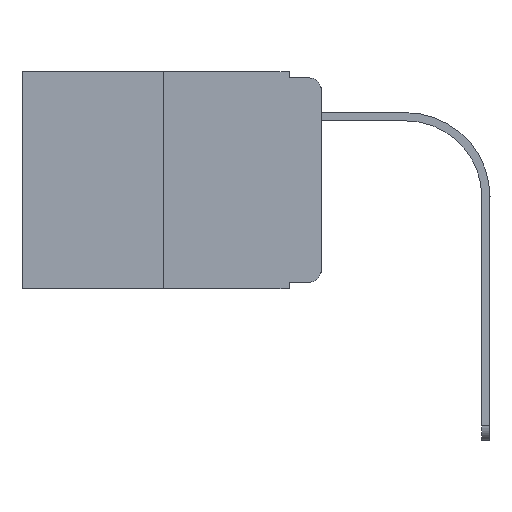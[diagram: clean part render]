
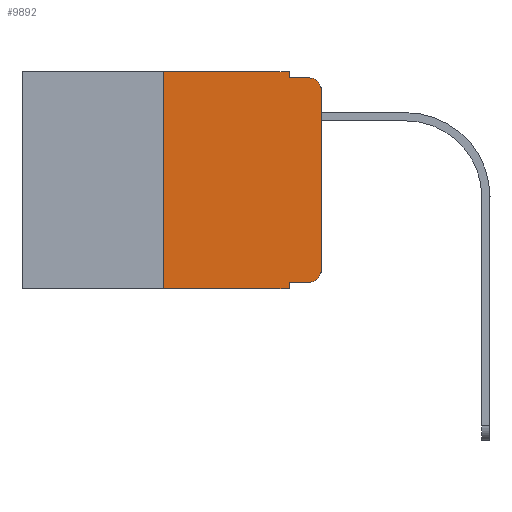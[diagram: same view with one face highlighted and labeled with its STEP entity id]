
A CAD part, left-side view. The second image highlights one B-rep face of the part: STEP entity #9892.
In plain terms, the highlighted planar face has unit normal (-1, 0, 0).
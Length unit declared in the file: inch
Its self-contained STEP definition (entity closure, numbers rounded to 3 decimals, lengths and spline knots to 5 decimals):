
#32 = AXIS2_PLACEMENT_3D ( 'NONE', #1780, #5256, #388 ) ;
#142 = CARTESIAN_POINT ( 'NONE',  ( 0., 0.051, 0. ) ) ;
#149 = CARTESIAN_POINT ( 'NONE',  ( 0., 0.25, -0.343 ) ) ;
#247 = VECTOR ( 'NONE', #6978, 39.37008 ) ;
#273 = LINE ( 'NONE', #13514, #7387 ) ;
#388 = DIRECTION ( 'NONE',  ( 0., 0., -1. ) ) ;
#597 = AXIS2_PLACEMENT_3D ( 'NONE', #7287, #9692, #2233 ) ;
#747 = DIRECTION ( 'NONE',  ( 0., 0., 1. ) ) ;
#842 = VECTOR ( 'NONE', #12122, 39.37008 ) ;
#968 = CARTESIAN_POINT ( 'NONE',  ( 0., 0.051, -0.343 ) ) ;
#1019 = ORIENTED_EDGE ( 'NONE', *, *, #6741, .T. ) ;
#1270 = CARTESIAN_POINT ( 'NONE',  ( 0., 0.02, -0.01 ) ) ;
#1370 = DIRECTION ( 'NONE',  ( -1., 0., 0. ) ) ;
#1581 = CIRCLE ( 'NONE', #4100, 0.02 ) ;
#1780 = CARTESIAN_POINT ( 'NONE',  ( 0., 0.02, -0.313 ) ) ;
#2047 = ORIENTED_EDGE ( 'NONE', *, *, #8891, .F. ) ;
#2228 = VECTOR ( 'NONE', #14984, 39.37008 ) ;
#2233 = DIRECTION ( 'NONE',  ( 0., 0., -1. ) ) ;
#3203 = CARTESIAN_POINT ( 'NONE',  ( 0., 0., -0.03 ) ) ;
#3420 = CARTESIAN_POINT ( 'NONE',  ( 0., 0.051, -0.333 ) ) ;
#3714 = EDGE_CURVE ( 'NONE', #8338, #10314, #12486, .T. ) ;
#3988 = CARTESIAN_POINT ( 'NONE',  ( 0., 0.473, -0.343 ) ) ;
#4100 = AXIS2_PLACEMENT_3D ( 'NONE', #12050, #1370, #10952 ) ;
#4189 = EDGE_LOOP ( 'NONE', ( #14336, #7514, #12589, #9368, #9195, #2047, #8730, #5107, #8612, #1019 ) ) ;
#4203 = CARTESIAN_POINT ( 'NONE',  ( 0., 0., 0. ) ) ;
#4767 = PLANE ( 'NONE',  #597 ) ;
#5107 = ORIENTED_EDGE ( 'NONE', *, *, #10845, .F. ) ;
#5256 = DIRECTION ( 'NONE',  ( -1., 0., 0. ) ) ;
#5491 = EDGE_CURVE ( 'NONE', #12455, #10602, #6726, .T. ) ;
#5846 = VECTOR ( 'NONE', #6225, 39.37008 ) ;
#5942 = CARTESIAN_POINT ( 'NONE',  ( 0., 0.473, 0. ) ) ;
#6110 = FACE_OUTER_BOUND ( 'NONE', #4189, .T. ) ;
#6200 = VERTEX_POINT ( 'NONE', #1270 ) ;
#6225 = DIRECTION ( 'NONE',  ( 0., -1., 0. ) ) ;
#6424 = CARTESIAN_POINT ( 'NONE',  ( 0., 0.02, -0.333 ) ) ;
#6521 = LINE ( 'NONE', #14910, #5846 ) ;
#6586 = LINE ( 'NONE', #11346, #14827 ) ;
#6726 = LINE ( 'NONE', #4203, #11403 ) ;
#6741 = EDGE_CURVE ( 'NONE', #11277, #12455, #14120, .T. ) ;
#6978 = DIRECTION ( 'NONE',  ( 0., -1., 0. ) ) ;
#7147 = CARTESIAN_POINT ( 'NONE',  ( 0., 0., -0.313 ) ) ;
#7287 = CARTESIAN_POINT ( 'NONE',  ( 0., 0.473, 0. ) ) ;
#7387 = VECTOR ( 'NONE', #14628, 39.37008 ) ;
#7514 = ORIENTED_EDGE ( 'NONE', *, *, #8771, .T. ) ;
#8253 = CARTESIAN_POINT ( 'NONE',  ( 0., 0.051, 0. ) ) ;
#8338 = VERTEX_POINT ( 'NONE', #149 ) ;
#8612 = ORIENTED_EDGE ( 'NONE', *, *, #10972, .T. ) ;
#8730 = ORIENTED_EDGE ( 'NONE', *, *, #3714, .T. ) ;
#8771 = EDGE_CURVE ( 'NONE', #10602, #6200, #1581, .T. ) ;
#8891 = EDGE_CURVE ( 'NONE', #8338, #10913, #273, .T. ) ;
#9195 = ORIENTED_EDGE ( 'NONE', *, *, #10331, .F. ) ;
#9368 = ORIENTED_EDGE ( 'NONE', *, *, #9856, .F. ) ;
#9580 = DIRECTION ( 'NONE',  ( 0., -1., 0. ) ) ;
#9588 = VECTOR ( 'NONE', #9580, 39.37008 ) ;
#9692 = DIRECTION ( 'NONE',  ( 1., 0., 0. ) ) ;
#9856 = EDGE_CURVE ( 'NONE', #12467, #14404, #11985, .T. ) ;
#9892 = ADVANCED_FACE ( 'NONE', ( #6110 ), #4767, .F. ) ;
#9934 = DIRECTION ( 'NONE',  ( 0., 0., -1. ) ) ;
#10009 = CARTESIAN_POINT ( 'NONE',  ( 0., 0.25, 0. ) ) ;
#10314 = VERTEX_POINT ( 'NONE', #968 ) ;
#10331 = EDGE_CURVE ( 'NONE', #10913, #12467, #11054, .T. ) ;
#10414 = CARTESIAN_POINT ( 'NONE',  ( 0., 0.051, -0.333 ) ) ;
#10602 = VERTEX_POINT ( 'NONE', #3203 ) ;
#10845 = EDGE_CURVE ( 'NONE', #14511, #10314, #6586, .T. ) ;
#10913 = VERTEX_POINT ( 'NONE', #10009 ) ;
#10952 = DIRECTION ( 'NONE',  ( 0., 0., -1. ) ) ;
#10972 = EDGE_CURVE ( 'NONE', #14511, #11277, #14011, .T. ) ;
#11054 = LINE ( 'NONE', #5942, #9588 ) ;
#11277 = VERTEX_POINT ( 'NONE', #6424 ) ;
#11346 = CARTESIAN_POINT ( 'NONE',  ( 0., 0.051, 0. ) ) ;
#11403 = VECTOR ( 'NONE', #747, 39.37008 ) ;
#11985 = LINE ( 'NONE', #8253, #842 ) ;
#12050 = CARTESIAN_POINT ( 'NONE',  ( 0., 0.02, -0.03 ) ) ;
#12122 = DIRECTION ( 'NONE',  ( 0., 0., -1. ) ) ;
#12455 = VERTEX_POINT ( 'NONE', #7147 ) ;
#12467 = VERTEX_POINT ( 'NONE', #142 ) ;
#12486 = LINE ( 'NONE', #3988, #2228 ) ;
#12589 = ORIENTED_EDGE ( 'NONE', *, *, #15211, .F. ) ;
#13514 = CARTESIAN_POINT ( 'NONE',  ( 0., 0.25, 0. ) ) ;
#14011 = LINE ( 'NONE', #10414, #247 ) ;
#14120 = CIRCLE ( 'NONE', #32, 0.02 ) ;
#14336 = ORIENTED_EDGE ( 'NONE', *, *, #5491, .T. ) ;
#14404 = VERTEX_POINT ( 'NONE', #14864 ) ;
#14511 = VERTEX_POINT ( 'NONE', #3420 ) ;
#14628 = DIRECTION ( 'NONE',  ( 0., 0., 1. ) ) ;
#14827 = VECTOR ( 'NONE', #9934, 39.37008 ) ;
#14864 = CARTESIAN_POINT ( 'NONE',  ( 0., 0.051, -0.01 ) ) ;
#14910 = CARTESIAN_POINT ( 'NONE',  ( 0., 0.051, -0.01 ) ) ;
#14984 = DIRECTION ( 'NONE',  ( 0., -1., 0. ) ) ;
#15211 = EDGE_CURVE ( 'NONE', #14404, #6200, #6521, .T. ) ;
